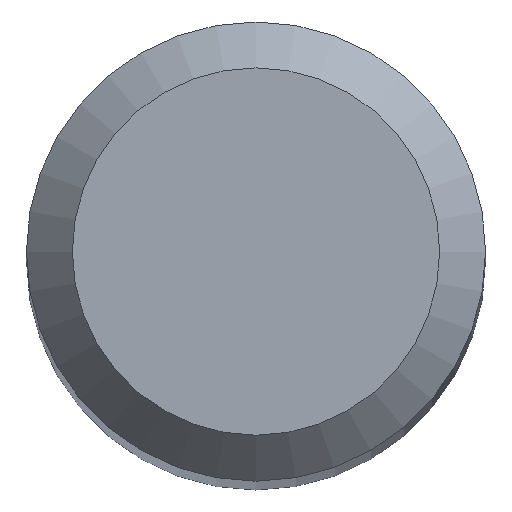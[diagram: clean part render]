
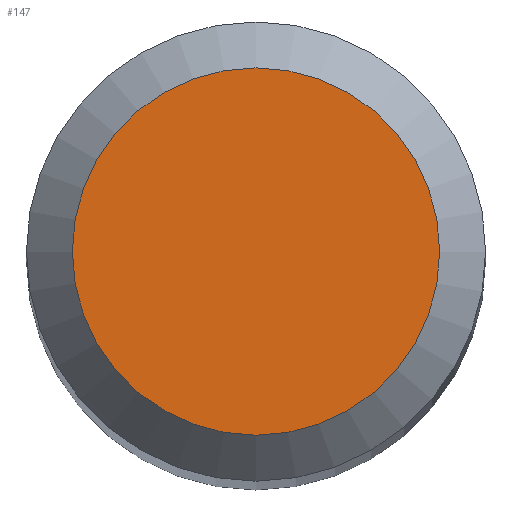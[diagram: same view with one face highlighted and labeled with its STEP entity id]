
A CAD part, top view. The second image highlights one B-rep face of the part: STEP entity #147.
In plain terms, the highlighted planar face has unit normal (0, 0, 1).
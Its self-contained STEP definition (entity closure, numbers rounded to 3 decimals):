
#12 = PLANE ( 'NONE',  #56 ) ;
#18 = EDGE_CURVE ( 'NONE', #174, #174, #150, .T. ) ;
#29 = FACE_OUTER_BOUND ( 'NONE', #38, .T. ) ;
#30 = AXIS2_PLACEMENT_3D ( 'NONE', #125, #189, #170 ) ;
#31 = DIRECTION ( 'NONE',  ( 0., 0., -1. ) ) ;
#38 = EDGE_LOOP ( 'NONE', ( #39 ) ) ;
#39 = ORIENTED_EDGE ( 'NONE', *, *, #18, .F. ) ;
#56 = AXIS2_PLACEMENT_3D ( 'NONE', #120, #31, #98 ) ;
#98 = DIRECTION ( 'NONE',  ( 0., 1., 0. ) ) ;
#120 = CARTESIAN_POINT ( 'NONE',  ( 0., 0., 38. ) ) ;
#125 = CARTESIAN_POINT ( 'NONE',  ( 0., 0., 38. ) ) ;
#147 = ADVANCED_FACE ( 'NONE', ( #29 ), #12, .F. ) ;
#150 = CIRCLE ( 'NONE', #30, 1.2 ) ;
#154 = CARTESIAN_POINT ( 'NONE',  ( 0., 1.2, 38. ) ) ;
#170 = DIRECTION ( 'NONE',  ( 0., 1., 0. ) ) ;
#174 = VERTEX_POINT ( 'NONE', #154 ) ;
#189 = DIRECTION ( 'NONE',  ( 0., 0., -1. ) ) ;
